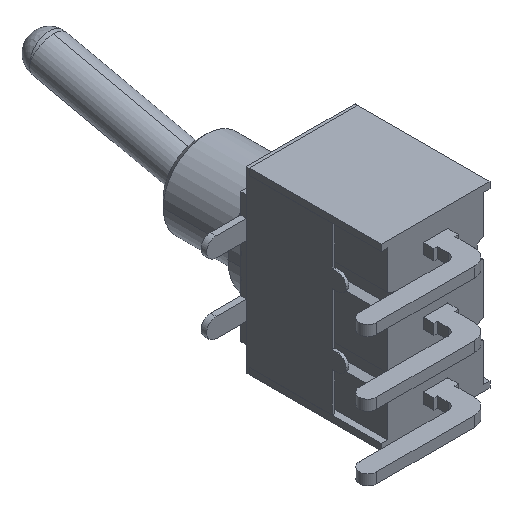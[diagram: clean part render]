
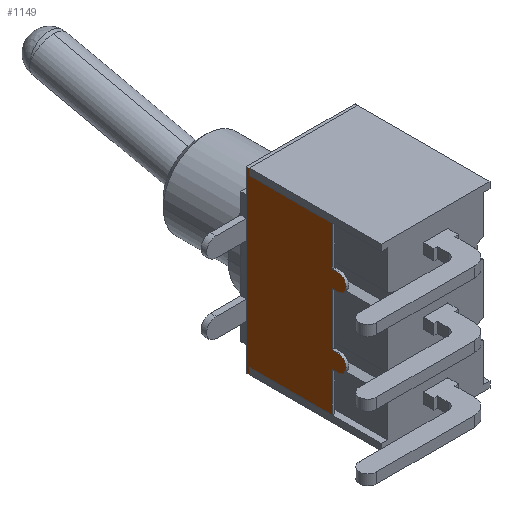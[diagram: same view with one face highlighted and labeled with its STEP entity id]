
A CAD part, isometric view. The second image highlights one B-rep face of the part: STEP entity #1149.
In plain terms, the highlighted planar face has unit normal (-1, 0, 0).
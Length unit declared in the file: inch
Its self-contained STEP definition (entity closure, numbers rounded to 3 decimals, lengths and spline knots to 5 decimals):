
#971 = EDGE_CURVE( '', #2625, #1187, #2783, .T. );
#1019 = VERTEX_POINT( '', #2835 );
#1049 = VERTEX_POINT( '', #2866 );
#1081 = EDGE_CURVE( '', #1187, #1049, #2900, .T. );
#1149 = ADVANCED_FACE( '', ( #2973 ), #2974, .T. );
#1187 = VERTEX_POINT( '', #3015 );
#1189 = EDGE_CURVE( '', #1291, #1877, #3017, .T. );
#1291 = VERTEX_POINT( '', #3134 );
#1337 = EDGE_CURVE( '', #1517, #2625, #3184, .T. );
#1383 = EDGE_CURVE( '', #1019, #2597, #3233, .T. );
#1441 = VERTEX_POINT( '', #3298 );
#1503 = EDGE_CURVE( '', #1527, #1441, #3365, .T. );
#1517 = VERTEX_POINT( '', #3379 );
#1527 = VERTEX_POINT( '', #3390 );
#1535 = VERTEX_POINT( '', #3398 );
#1547 = EDGE_CURVE( '', #1527, #1535, #3410, .T. );
#1709 = EDGE_CURVE( '', #2359, #2597, #3584, .T. );
#1803 = VERTEX_POINT( '', #3686 );
#1817 = EDGE_CURVE( '', #1441, #2305, #3700, .T. );
#1829 = EDGE_CURVE( '', #1877, #2359, #3714, .T. );
#1877 = VERTEX_POINT( '', #3766 );
#2049 = EDGE_CURVE( '', #1019, #2411, #3950, .T. );
#2305 = VERTEX_POINT( '', #4236 );
#2359 = VERTEX_POINT( '', #4295 );
#2379 = EDGE_CURVE( '', #2305, #2411, #4320, .T. );
#2411 = VERTEX_POINT( '', #4356 );
#2489 = EDGE_CURVE( '', #2639, #1291, #4442, .T. );
#2505 = EDGE_CURVE( '', #1049, #2639, #4458, .T. );
#2549 = EDGE_CURVE( '', #1803, #1517, #4511, .T. );
#2597 = VERTEX_POINT( '', #4563 );
#2625 = VERTEX_POINT( '', #4593 );
#2639 = VERTEX_POINT( '', #4608 );
#2723 = EDGE_CURVE( '', #1535, #1803, #4703, .T. );
#2783 = LINE( '', #4774, #4775 );
#2835 = CARTESIAN_POINT( '', ( -0.1555, -0.01, -0.256 ) );
#2866 = CARTESIAN_POINT( '', ( -0.1555, -0.24693, -0.07567 ) );
#2900 = LINE( '', #4937, #4938 );
#2973 = FACE_OUTER_BOUND( '', #5050, .T. );
#2974 = PLANE( '', #5051 );
#3015 = CARTESIAN_POINT( '', ( -0.1555, -0.24693, 0.07567 ) );
#3017 = LINE( '', #5115, #5116 );
#3134 = CARTESIAN_POINT( '', ( -0.1555, -0.2626, -0.12433 ) );
#3184 = CIRCLE( '', #5345, 0.02433 );
#3233 = LINE( '', #5424, #5425 );
#3298 = CARTESIAN_POINT( '', ( -0.1555, -0.01, 0.256 ) );
#3365 = LINE( '', #5614, #5615 );
#3379 = CARTESIAN_POINT( '', ( -0.1555, -0.2626, 0.12433 ) );
#3390 = CARTESIAN_POINT( '', ( -0.1555, -0.01, 0.23775 ) );
#3398 = CARTESIAN_POINT( '', ( -0.1555, -0.24693, 0.23775 ) );
#3410 = LINE( '', #5673, #5674 );
#3584 = LINE( '', #5925, #5926 );
#3686 = CARTESIAN_POINT( '', ( -0.1555, -0.24693, 0.12433 ) );
#3700 = LINE( '', #6103, #6104 );
#3714 = LINE( '', #6123, #6124 );
#3766 = CARTESIAN_POINT( '', ( -0.1555, -0.24693, -0.12433 ) );
#3950 = LINE( '', #6460, #6461 );
#4236 = CARTESIAN_POINT( '', ( -0.1555, -0.002, 0.256 ) );
#4295 = CARTESIAN_POINT( '', ( -0.1555, -0.24693, -0.23775 ) );
#4320 = LINE( '', #6974, #6975 );
#4356 = CARTESIAN_POINT( '', ( -0.1555, -0.002, -0.256 ) );
#4442 = CIRCLE( '', #7143, 0.02433 );
#4458 = LINE( '', #7170, #7171 );
#4511 = LINE( '', #7238, #7239 );
#4563 = CARTESIAN_POINT( '', ( -0.1555, -0.01, -0.23775 ) );
#4593 = CARTESIAN_POINT( '', ( -0.1555, -0.2626, 0.07567 ) );
#4608 = CARTESIAN_POINT( '', ( -0.1555, -0.2626, -0.07567 ) );
#4703 = LINE( '', #7493, #7494 );
#4774 = CARTESIAN_POINT( '', ( -0.1555, -0.2626, 0.07567 ) );
#4775 = VECTOR( '', #7538, 1. );
#4937 = CARTESIAN_POINT( '', ( -0.1555, -0.24693, 0.07567 ) );
#4938 = VECTOR( '', #7671, 1. );
#5050 = EDGE_LOOP( '', ( #7735, #7736, #7737, #7738, #7739, #7740, #7741, #7742, #7743, #7744, #7745, #7746, #7747, #7748, #7749, #7750 ) );
#5051 = AXIS2_PLACEMENT_3D( '', #7751, #7752, #7753 );
#5115 = CARTESIAN_POINT( '', ( -0.1555, -0.2626, -0.12433 ) );
#5116 = VECTOR( '', #7789, 1. );
#5345 = AXIS2_PLACEMENT_3D( '', #8010, #8011, #8012 );
#5424 = CARTESIAN_POINT( '', ( -0.1555, -0.01, -0.256 ) );
#5425 = VECTOR( '', #8057, 1. );
#5614 = CARTESIAN_POINT( '', ( -0.1555, -0.01, -0.256 ) );
#5615 = VECTOR( '', #8207, 1. );
#5673 = CARTESIAN_POINT( '', ( -0.1555, -0.01, 0.23775 ) );
#5674 = VECTOR( '', #8227, 1. );
#5925 = CARTESIAN_POINT( '', ( -0.1555, -0.24693, -0.23775 ) );
#5926 = VECTOR( '', #8395, 1. );
#6103 = CARTESIAN_POINT( '', ( -0.1555, -0.01, 0.256 ) );
#6104 = VECTOR( '', #8500, 1. );
#6123 = CARTESIAN_POINT( '', ( -0.1555, -0.24693, -0.12433 ) );
#6124 = VECTOR( '', #8519, 1. );
#6460 = CARTESIAN_POINT( '', ( -0.1555, -0.01, -0.256 ) );
#6461 = VECTOR( '', #8739, 1. );
#6974 = CARTESIAN_POINT( '', ( -0.1555, -0.002, -0.256 ) );
#6975 = VECTOR( '', #9154, 1. );
#7143 = AXIS2_PLACEMENT_3D( '', #9291, #9292, #9293 );
#7170 = CARTESIAN_POINT( '', ( -0.1555, -0.24693, -0.07567 ) );
#7171 = VECTOR( '', #9299, 1. );
#7238 = CARTESIAN_POINT( '', ( -0.1555, -0.24693, 0.12433 ) );
#7239 = VECTOR( '', #9378, 1. );
#7493 = CARTESIAN_POINT( '', ( -0.1555, -0.24693, 0.23775 ) );
#7494 = VECTOR( '', #9590, 1. );
#7538 = DIRECTION( '', ( 0., 1., 0. ) );
#7671 = DIRECTION( '', ( 0., 0., -1. ) );
#7735 = ORIENTED_EDGE( '', *, *, #2379, .T. );
#7736 = ORIENTED_EDGE( '', *, *, #2049, .F. );
#7737 = ORIENTED_EDGE( '', *, *, #1383, .T. );
#7738 = ORIENTED_EDGE( '', *, *, #1709, .F. );
#7739 = ORIENTED_EDGE( '', *, *, #1829, .F. );
#7740 = ORIENTED_EDGE( '', *, *, #1189, .F. );
#7741 = ORIENTED_EDGE( '', *, *, #2489, .F. );
#7742 = ORIENTED_EDGE( '', *, *, #2505, .F. );
#7743 = ORIENTED_EDGE( '', *, *, #1081, .F. );
#7744 = ORIENTED_EDGE( '', *, *, #971, .F. );
#7745 = ORIENTED_EDGE( '', *, *, #1337, .F. );
#7746 = ORIENTED_EDGE( '', *, *, #2549, .F. );
#7747 = ORIENTED_EDGE( '', *, *, #2723, .F. );
#7748 = ORIENTED_EDGE( '', *, *, #1547, .F. );
#7749 = ORIENTED_EDGE( '', *, *, #1503, .T. );
#7750 = ORIENTED_EDGE( '', *, *, #1817, .T. );
#7751 = CARTESIAN_POINT( '', ( -0.1555, -0.01, 0.256 ) );
#7752 = DIRECTION( '', ( -1., 0., 0. ) );
#7753 = DIRECTION( '', ( 0., 0., 1. ) );
#7789 = DIRECTION( '', ( 0., 1., 0. ) );
#8010 = CARTESIAN_POINT( '', ( -0.1555, -0.2626, 0.1 ) );
#8011 = DIRECTION( '', ( 1., 0., 0. ) );
#8012 = DIRECTION( '', ( 0., 0., 1. ) );
#8057 = DIRECTION( '', ( 0., 0., 1. ) );
#8207 = DIRECTION( '', ( 0., 0., 1. ) );
#8227 = DIRECTION( '', ( 0., -1., 0. ) );
#8395 = DIRECTION( '', ( 0., 1., 0. ) );
#8500 = DIRECTION( '', ( 0., 1., 0. ) );
#8519 = DIRECTION( '', ( 0., 0., -1. ) );
#8739 = DIRECTION( '', ( 0., 1., 0. ) );
#9154 = DIRECTION( '', ( 0., 0., -1. ) );
#9291 = CARTESIAN_POINT( '', ( -0.1555, -0.2626, -0.1 ) );
#9292 = DIRECTION( '', ( 1., 0., 0. ) );
#9293 = DIRECTION( '', ( 0., 0., 1. ) );
#9299 = DIRECTION( '', ( 0., -1., 0. ) );
#9378 = DIRECTION( '', ( 0., -1., 0. ) );
#9590 = DIRECTION( '', ( 0., 0., -1. ) );
